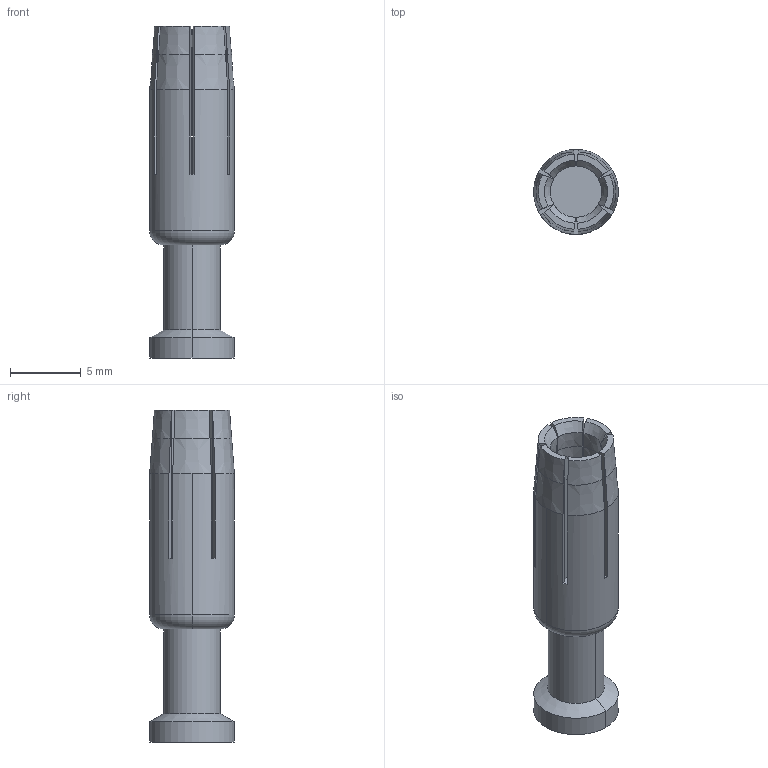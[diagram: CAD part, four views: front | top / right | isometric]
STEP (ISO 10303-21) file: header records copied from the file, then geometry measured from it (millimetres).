
FILE_DESCRIPTION(('Creo Elements/Direct Modeling STEP Export'),'2;1');
FILE_NAME('0ln7uvk4pr4s3am3496','2019-03-22T 9:48:26',(''),(''),'PTC Creo Elements/Direct Modeling STEP processor for AP214 (Solid Model)','PTC Creo Elements/Direct Modeling 19.0E 27-Jun-2016 (C) Parametric Technology GmbH','');
FILE_SCHEMA(('AUTOMOTIVE_DESIGN { 1 0 10303 214 1 1 1 1 }'));
Length unit declared in the file: millimetre
Products named in the file (2): RXF2D_4-0
Assembly tree (1 placements, depth 2):
  RXF2D_4-0
    RXF2D_4-0
Bounding box: 6 x 6 x 23.5 mm (x, y, z)
Volume: 329.5 mm3; surface area: 769.4 mm2
Topology: 1 solids, 1 shells, 107 faces, 268 edges, 164 vertices
Faces by surface type: plane 57, cone 34, cylinder 14, torus 2
Entity records: 3848 total; most frequent: CARTESIAN_POINT 1462, ORIENTED_EDGE 536, DIRECTION 400, EDGE_CURVE 268, VERTEX_POINT 164, AXIS2_PLACEMENT_3D 146, VECTOR 108, LINE 108
